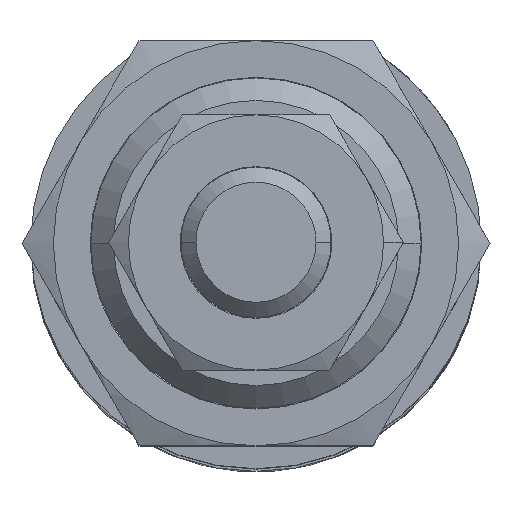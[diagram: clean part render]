
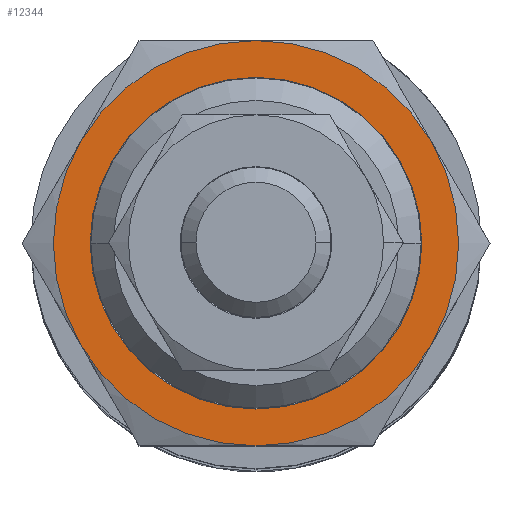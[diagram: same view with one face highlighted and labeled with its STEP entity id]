
A CAD part, top view. The second image highlights one B-rep face of the part: STEP entity #12344.
In plain terms, the highlighted planar face has unit normal (0, 0, 1).
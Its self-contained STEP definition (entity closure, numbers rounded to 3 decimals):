
#370 = CARTESIAN_POINT ( 'NONE',  ( 0., 0., 132. ) ) ;
#1038 = DIRECTION ( 'NONE',  ( 0.866, 0.5, 0. ) ) ;
#1811 = CARTESIAN_POINT ( 'NONE',  ( 11.691, -6.75, 132. ) ) ;
#2000 = FACE_OUTER_BOUND ( 'NONE', #12004, .T. ) ;
#2392 = CARTESIAN_POINT ( 'NONE',  ( -11.691, -6.75, 132. ) ) ;
#2430 = CIRCLE ( 'NONE', #5204, 13.5 ) ;
#2524 = CIRCLE ( 'NONE', #10448, 13.5 ) ;
#2591 = ORIENTED_EDGE ( 'NONE', *, *, #7350, .T. ) ;
#2639 = DIRECTION ( 'NONE',  ( 0.866, 0.5, 0. ) ) ;
#3013 = EDGE_CURVE ( 'NONE', #4775, #19098, #2430, .T. ) ;
#3714 = AXIS2_PLACEMENT_3D ( 'NONE', #22780, #13302, #17165 ) ;
#4113 = CIRCLE ( 'NONE', #3714, 13.5 ) ;
#4194 = ORIENTED_EDGE ( 'NONE', *, *, #3013, .T. ) ;
#4280 = ORIENTED_EDGE ( 'NONE', *, *, #19799, .T. ) ;
#4532 = CARTESIAN_POINT ( 'NONE',  ( 0., 0., 132. ) ) ;
#4775 = VERTEX_POINT ( 'NONE', #5622 ) ;
#5204 = AXIS2_PLACEMENT_3D ( 'NONE', #20579, #11080, #22569 ) ;
#5261 = CIRCLE ( 'NONE', #18789, 11.05 ) ;
#5481 = DIRECTION ( 'NONE',  ( 0.866, 0.5, 0. ) ) ;
#5553 = DIRECTION ( 'NONE',  ( 0., 0., 1. ) ) ;
#5622 = CARTESIAN_POINT ( 'NONE',  ( 11.691, 6.75, 132. ) ) ;
#6351 = DIRECTION ( 'NONE',  ( 0., 0., 1. ) ) ;
#7348 = AXIS2_PLACEMENT_3D ( 'NONE', #23658, #6351, #13931 ) ;
#7350 = EDGE_CURVE ( 'NONE', #15541, #8733, #14170, .T. ) ;
#7727 = PLANE ( 'NONE',  #15835 ) ;
#7900 = CARTESIAN_POINT ( 'NONE',  ( 0., 13.5, 132. ) ) ;
#7969 = DIRECTION ( 'NONE',  ( 0., 0., 1. ) ) ;
#8235 = DIRECTION ( 'NONE',  ( 0., 0., 1. ) ) ;
#8733 = VERTEX_POINT ( 'NONE', #2392 ) ;
#9089 = CIRCLE ( 'NONE', #11902, 13.5 ) ;
#9194 = EDGE_CURVE ( 'NONE', #21685, #14100, #14092, .T. ) ;
#9568 = EDGE_CURVE ( 'NONE', #11933, #22960, #18488, .T. ) ;
#9705 = EDGE_LOOP ( 'NONE', ( #16563, #23431 ) ) ;
#10070 = DIRECTION ( 'NONE',  ( 0.866, 0.5, 0. ) ) ;
#10448 = AXIS2_PLACEMENT_3D ( 'NONE', #19010, #5553, #13132 ) ;
#11080 = DIRECTION ( 'NONE',  ( 0., 0., 1. ) ) ;
#11902 = AXIS2_PLACEMENT_3D ( 'NONE', #16083, #8235, #2639 ) ;
#11933 = VERTEX_POINT ( 'NONE', #20999 ) ;
#12004 = EDGE_LOOP ( 'NONE', ( #20482, #4194, #12142, #2591, #4280, #22302 ) ) ;
#12142 = ORIENTED_EDGE ( 'NONE', *, *, #15487, .T. ) ;
#12183 = DIRECTION ( 'NONE',  ( 0., 0., 1. ) ) ;
#12344 = ADVANCED_FACE ( 'NONE', ( #17441, #2000 ), #7727, .T. ) ;
#12559 = AXIS2_PLACEMENT_3D ( 'NONE', #24179, #22554, #5481 ) ;
#13132 = DIRECTION ( 'NONE',  ( 0.866, 0.5, 0. ) ) ;
#13302 = DIRECTION ( 'NONE',  ( 0., 0., 1. ) ) ;
#13570 = EDGE_CURVE ( 'NONE', #14100, #4775, #9089, .T. ) ;
#13931 = DIRECTION ( 'NONE',  ( 0.866, 0.5, 0. ) ) ;
#14092 = CIRCLE ( 'NONE', #7348, 13.5 ) ;
#14100 = VERTEX_POINT ( 'NONE', #1811 ) ;
#14170 = CIRCLE ( 'NONE', #12559, 13.5 ) ;
#14185 = DIRECTION ( 'NONE',  ( 0.866, 0.5, 0. ) ) ;
#15123 = CARTESIAN_POINT ( 'NONE',  ( 9.57, 5.525, 132. ) ) ;
#15487 = EDGE_CURVE ( 'NONE', #19098, #15541, #4113, .T. ) ;
#15541 = VERTEX_POINT ( 'NONE', #19543 ) ;
#15835 = AXIS2_PLACEMENT_3D ( 'NONE', #370, #7969, #10070 ) ;
#16083 = CARTESIAN_POINT ( 'NONE',  ( 0., 0., 132. ) ) ;
#16563 = ORIENTED_EDGE ( 'NONE', *, *, #20761, .F. ) ;
#17165 = DIRECTION ( 'NONE',  ( 0.866, 0.5, 0. ) ) ;
#17441 = FACE_BOUND ( 'NONE', #9705, .T. ) ;
#18488 = CIRCLE ( 'NONE', #24464, 11.05 ) ;
#18789 = AXIS2_PLACEMENT_3D ( 'NONE', #23539, #12183, #14185 ) ;
#19010 = CARTESIAN_POINT ( 'NONE',  ( 0., 0., 132. ) ) ;
#19098 = VERTEX_POINT ( 'NONE', #7900 ) ;
#19543 = CARTESIAN_POINT ( 'NONE',  ( -11.691, 6.75, 132. ) ) ;
#19799 = EDGE_CURVE ( 'NONE', #8733, #21685, #2524, .T. ) ;
#20109 = DIRECTION ( 'NONE',  ( 0., 0., 1. ) ) ;
#20482 = ORIENTED_EDGE ( 'NONE', *, *, #13570, .T. ) ;
#20579 = CARTESIAN_POINT ( 'NONE',  ( 0., 0., 132. ) ) ;
#20761 = EDGE_CURVE ( 'NONE', #22960, #11933, #5261, .T. ) ;
#20999 = CARTESIAN_POINT ( 'NONE',  ( -9.57, -5.525, 132. ) ) ;
#21685 = VERTEX_POINT ( 'NONE', #22441 ) ;
#22302 = ORIENTED_EDGE ( 'NONE', *, *, #9194, .T. ) ;
#22441 = CARTESIAN_POINT ( 'NONE',  ( 0., -13.5, 132. ) ) ;
#22554 = DIRECTION ( 'NONE',  ( 0., 0., 1. ) ) ;
#22569 = DIRECTION ( 'NONE',  ( 0.866, 0.5, 0. ) ) ;
#22780 = CARTESIAN_POINT ( 'NONE',  ( 0., 0., 132. ) ) ;
#22960 = VERTEX_POINT ( 'NONE', #15123 ) ;
#23431 = ORIENTED_EDGE ( 'NONE', *, *, #9568, .F. ) ;
#23539 = CARTESIAN_POINT ( 'NONE',  ( 0., 0., 132. ) ) ;
#23658 = CARTESIAN_POINT ( 'NONE',  ( 0., 0., 132. ) ) ;
#24179 = CARTESIAN_POINT ( 'NONE',  ( 0., 0., 132. ) ) ;
#24464 = AXIS2_PLACEMENT_3D ( 'NONE', #4532, #20109, #1038 ) ;
